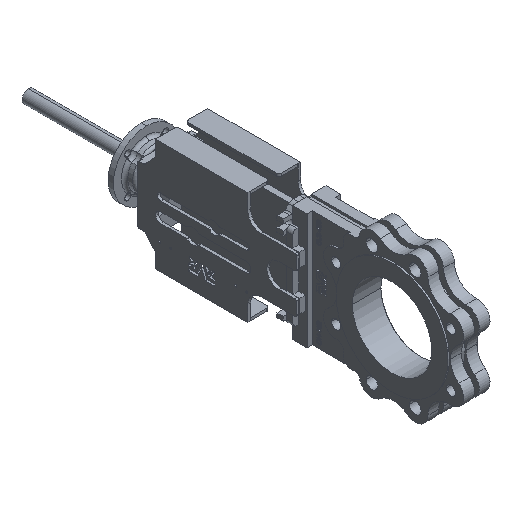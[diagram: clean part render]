
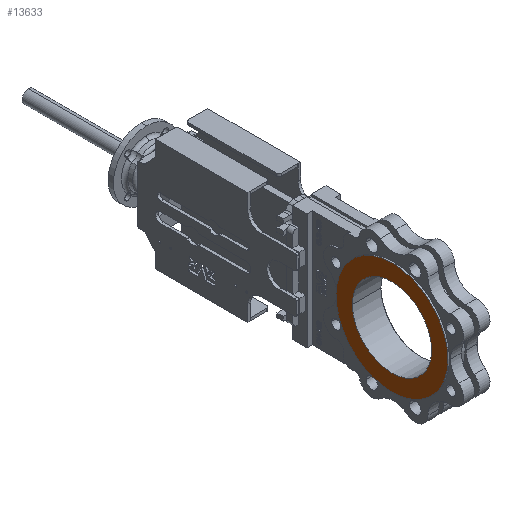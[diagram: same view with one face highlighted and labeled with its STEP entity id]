
A CAD part, isometric view. The second image highlights one B-rep face of the part: STEP entity #13633.
In plain terms, the highlighted planar face has unit normal (-1, 0, 0).
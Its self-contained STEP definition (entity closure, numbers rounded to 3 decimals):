
#2492 = CARTESIAN_POINT ( 'NONE',  ( -32.5, -75., 110. ) ) ;
#3056 = DIRECTION ( 'NONE',  ( -1., 0., 0. ) ) ;
#3075 = AXIS2_PLACEMENT_3D ( 'NONE', #30583, #3056, #34301 ) ;
#3933 = AXIS2_PLACEMENT_3D ( 'NONE', #43152, #32679, #11608 ) ;
#5462 = PLANE ( 'NONE',  #33124 ) ;
#6223 = VERTEX_POINT ( 'NONE', #33311 ) ;
#6275 = AXIS2_PLACEMENT_3D ( 'NONE', #37088, #15766, #23141 ) ;
#7496 = CARTESIAN_POINT ( 'NONE',  ( -32.5, -181., 110. ) ) ;
#8858 = DIRECTION ( 'NONE',  ( 0., -1., 0. ) ) ;
#11608 = DIRECTION ( 'NONE',  ( 0., -1., 0. ) ) ;
#12729 = CARTESIAN_POINT ( 'NONE',  ( -32.5, -150., 110. ) ) ;
#13386 = FACE_OUTER_BOUND ( 'NONE', #30008, .T. ) ;
#13633 = ADVANCED_FACE ( 'NONE', ( #13386, #30445 ), #5462, .T. ) ;
#13883 = CIRCLE ( 'NONE', #26433, 106. ) ;
#14800 = EDGE_CURVE ( 'NONE', #18511, #32255, #30363, .T. ) ;
#15578 = CIRCLE ( 'NONE', #6275, 75. ) ;
#15766 = DIRECTION ( 'NONE',  ( -1., 0., 0. ) ) ;
#17557 = CIRCLE ( 'NONE', #3933, 106. ) ;
#18511 = VERTEX_POINT ( 'NONE', #12729 ) ;
#23141 = DIRECTION ( 'NONE',  ( 0., -1., 0. ) ) ;
#23418 = DIRECTION ( 'NONE',  ( -1., 0., 0. ) ) ;
#24949 = ORIENTED_EDGE ( 'NONE', *, *, #29495, .T. ) ;
#26086 = CARTESIAN_POINT ( 'NONE',  ( -32.5, -75., 110. ) ) ;
#26433 = AXIS2_PLACEMENT_3D ( 'NONE', #2492, #23418, #44368 ) ;
#26734 = EDGE_CURVE ( 'NONE', #32255, #18511, #15578, .T. ) ;
#27551 = EDGE_LOOP ( 'NONE', ( #38351, #37343 ) ) ;
#29495 = EDGE_CURVE ( 'NONE', #38066, #6223, #13883, .T. ) ;
#30008 = EDGE_LOOP ( 'NONE', ( #31707, #24949 ) ) ;
#30363 = CIRCLE ( 'NONE', #3075, 75. ) ;
#30445 = FACE_BOUND ( 'NONE', #27551, .T. ) ;
#30583 = CARTESIAN_POINT ( 'NONE',  ( -32.5, -75., 110. ) ) ;
#31707 = ORIENTED_EDGE ( 'NONE', *, *, #45058, .T. ) ;
#32255 = VERTEX_POINT ( 'NONE', #44360 ) ;
#32679 = DIRECTION ( 'NONE',  ( -1., 0., 0. ) ) ;
#33124 = AXIS2_PLACEMENT_3D ( 'NONE', #26086, #36820, #8858 ) ;
#33311 = CARTESIAN_POINT ( 'NONE',  ( -32.5, 31., 110. ) ) ;
#34301 = DIRECTION ( 'NONE',  ( 0., -1., 0. ) ) ;
#36820 = DIRECTION ( 'NONE',  ( -1., 0., 0. ) ) ;
#37088 = CARTESIAN_POINT ( 'NONE',  ( -32.5, -75., 110. ) ) ;
#37343 = ORIENTED_EDGE ( 'NONE', *, *, #14800, .F. ) ;
#38066 = VERTEX_POINT ( 'NONE', #7496 ) ;
#38351 = ORIENTED_EDGE ( 'NONE', *, *, #26734, .F. ) ;
#43152 = CARTESIAN_POINT ( 'NONE',  ( -32.5, -75., 110. ) ) ;
#44360 = CARTESIAN_POINT ( 'NONE',  ( -32.5, 0., 110. ) ) ;
#44368 = DIRECTION ( 'NONE',  ( 0., -1., 0. ) ) ;
#45058 = EDGE_CURVE ( 'NONE', #6223, #38066, #17557, .T. ) ;
